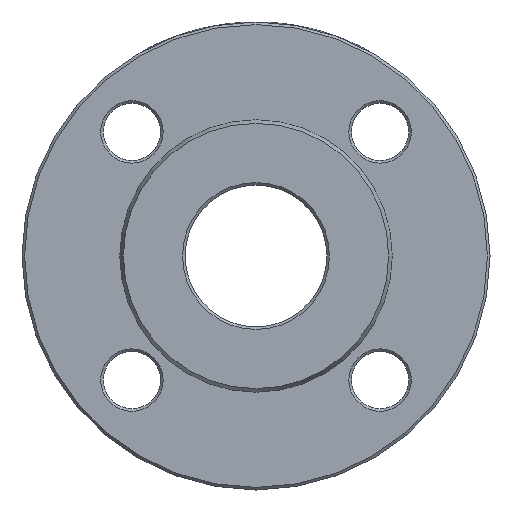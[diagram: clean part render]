
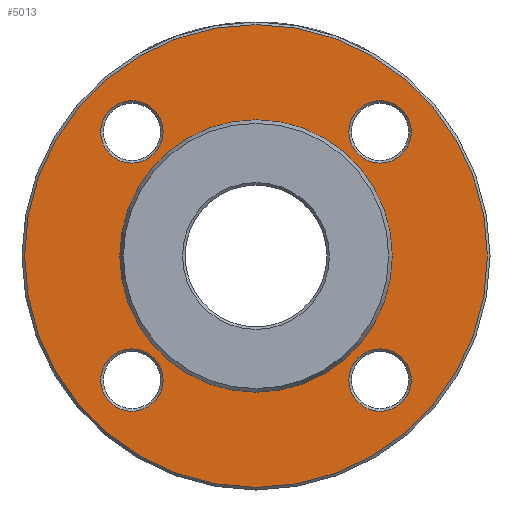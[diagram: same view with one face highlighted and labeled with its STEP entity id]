
A CAD part, left-side view. The second image highlights one B-rep face of the part: STEP entity #5013.
In plain terms, the highlighted planar face has unit normal (-1, 0, 0).
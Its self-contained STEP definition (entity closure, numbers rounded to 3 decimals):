
#76 = DIRECTION ( 'NONE',  ( -1., 0., 0. ) ) ;
#168 = ORIENTED_EDGE ( 'NONE', *, *, #3876, .F. ) ;
#297 = CIRCLE ( 'NONE', #3550, 12. ) ;
#354 = EDGE_CURVE ( 'NONE', #637, #637, #1299, .T. ) ;
#592 = FACE_BOUND ( 'NONE', #5391, .T. ) ;
#613 = VERTEX_POINT ( 'NONE', #4287 ) ;
#637 = VERTEX_POINT ( 'NONE', #5571 ) ;
#659 = AXIS2_PLACEMENT_3D ( 'NONE', #1956, #4190, #5506 ) ;
#756 = CIRCLE ( 'NONE', #3547, 52.399 ) ;
#778 = CARTESIAN_POINT ( 'NONE',  ( 3., 0., 0. ) ) ;
#972 = CARTESIAN_POINT ( 'NONE',  ( 3., 52.399, 0. ) ) ;
#1299 = CIRCLE ( 'NONE', #1582, 12. ) ;
#1582 = AXIS2_PLACEMENT_3D ( 'NONE', #4677, #2928, #4706 ) ;
#1589 = CIRCLE ( 'NONE', #659, 12. ) ;
#1775 = AXIS2_PLACEMENT_3D ( 'NONE', #4372, #5611, #2633 ) ;
#1893 = EDGE_CURVE ( 'NONE', #3324, #3324, #2337, .T. ) ;
#1915 = EDGE_LOOP ( 'NONE', ( #4386 ) ) ;
#1944 = FACE_BOUND ( 'NONE', #4529, .T. ) ;
#1956 = CARTESIAN_POINT ( 'NONE',  ( 3., 47.73, -47.73 ) ) ;
#2296 = FACE_BOUND ( 'NONE', #3106, .T. ) ;
#2337 = CIRCLE ( 'NONE', #1775, 12. ) ;
#2383 = DIRECTION ( 'NONE',  ( 1., 0., 0. ) ) ;
#2614 = AXIS2_PLACEMENT_3D ( 'NONE', #4066, #76, #3192 ) ;
#2633 = DIRECTION ( 'NONE',  ( 0., 1., 0. ) ) ;
#2709 = ORIENTED_EDGE ( 'NONE', *, *, #5372, .T. ) ;
#2724 = FACE_BOUND ( 'NONE', #5378, .T. ) ;
#2751 = DIRECTION ( 'NONE',  ( 0., 0., -1. ) ) ;
#2838 = EDGE_CURVE ( 'NONE', #3296, #3296, #1589, .T. ) ;
#2928 = DIRECTION ( 'NONE',  ( 1., 0., 0. ) ) ;
#2965 = DIRECTION ( 'NONE',  ( 0., 0., 1. ) ) ;
#2968 = ORIENTED_EDGE ( 'NONE', *, *, #354, .T. ) ;
#3056 = EDGE_CURVE ( 'NONE', #5544, #5544, #3357, .T. ) ;
#3106 = EDGE_LOOP ( 'NONE', ( #2968 ) ) ;
#3192 = DIRECTION ( 'NONE',  ( 0., 0., -1. ) ) ;
#3296 = VERTEX_POINT ( 'NONE', #4230 ) ;
#3324 = VERTEX_POINT ( 'NONE', #4636 ) ;
#3357 = CIRCLE ( 'NONE', #2614, 89. ) ;
#3547 = AXIS2_PLACEMENT_3D ( 'NONE', #778, #5654, #2965 ) ;
#3550 = AXIS2_PLACEMENT_3D ( 'NONE', #5469, #4099, #4130 ) ;
#3621 = FACE_OUTER_BOUND ( 'NONE', #1915, .T. ) ;
#3701 = VERTEX_POINT ( 'NONE', #5047 ) ;
#3876 = EDGE_CURVE ( 'NONE', #3701, #3701, #756, .T. ) ;
#4063 = FACE_BOUND ( 'NONE', #5216, .T. ) ;
#4066 = CARTESIAN_POINT ( 'NONE',  ( 3., 0., 0. ) ) ;
#4099 = DIRECTION ( 'NONE',  ( 1., 0., 0. ) ) ;
#4130 = DIRECTION ( 'NONE',  ( 0., -1., 0. ) ) ;
#4170 = CARTESIAN_POINT ( 'NONE',  ( 3., 0., -89. ) ) ;
#4190 = DIRECTION ( 'NONE',  ( 1., 0., 0. ) ) ;
#4226 = ORIENTED_EDGE ( 'NONE', *, *, #2838, .T. ) ;
#4230 = CARTESIAN_POINT ( 'NONE',  ( 3., 47.73, -59.73 ) ) ;
#4287 = CARTESIAN_POINT ( 'NONE',  ( 3., -59.73, -47.73 ) ) ;
#4372 = CARTESIAN_POINT ( 'NONE',  ( 3., 47.73, 47.73 ) ) ;
#4386 = ORIENTED_EDGE ( 'NONE', *, *, #3056, .T. ) ;
#4392 = AXIS2_PLACEMENT_3D ( 'NONE', #972, #2383, #2751 ) ;
#4529 = EDGE_LOOP ( 'NONE', ( #168 ) ) ;
#4636 = CARTESIAN_POINT ( 'NONE',  ( 3., 59.73, 47.73 ) ) ;
#4677 = CARTESIAN_POINT ( 'NONE',  ( 3., -47.73, 47.73 ) ) ;
#4706 = DIRECTION ( 'NONE',  ( 0., 0., 1. ) ) ;
#5013 = ADVANCED_FACE ( 'NONE', ( #2724, #2296, #592, #4063, #3621, #1944 ), #5408, .F. ) ;
#5047 = CARTESIAN_POINT ( 'NONE',  ( 3., 0., 52.399 ) ) ;
#5216 = EDGE_LOOP ( 'NONE', ( #4226 ) ) ;
#5372 = EDGE_CURVE ( 'NONE', #613, #613, #297, .T. ) ;
#5378 = EDGE_LOOP ( 'NONE', ( #2709 ) ) ;
#5391 = EDGE_LOOP ( 'NONE', ( #5664 ) ) ;
#5408 = PLANE ( 'NONE',  #4392 ) ;
#5469 = CARTESIAN_POINT ( 'NONE',  ( 3., -47.73, -47.73 ) ) ;
#5506 = DIRECTION ( 'NONE',  ( 0., 0., -1. ) ) ;
#5544 = VERTEX_POINT ( 'NONE', #4170 ) ;
#5571 = CARTESIAN_POINT ( 'NONE',  ( 3., -47.73, 59.73 ) ) ;
#5611 = DIRECTION ( 'NONE',  ( 1., 0., 0. ) ) ;
#5654 = DIRECTION ( 'NONE',  ( -1., 0., 0. ) ) ;
#5664 = ORIENTED_EDGE ( 'NONE', *, *, #1893, .T. ) ;
